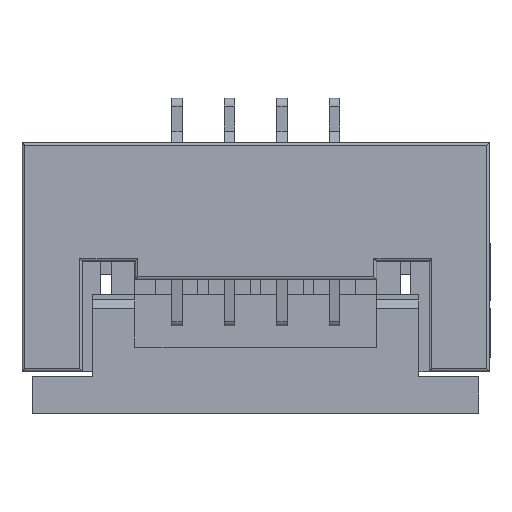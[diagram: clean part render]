
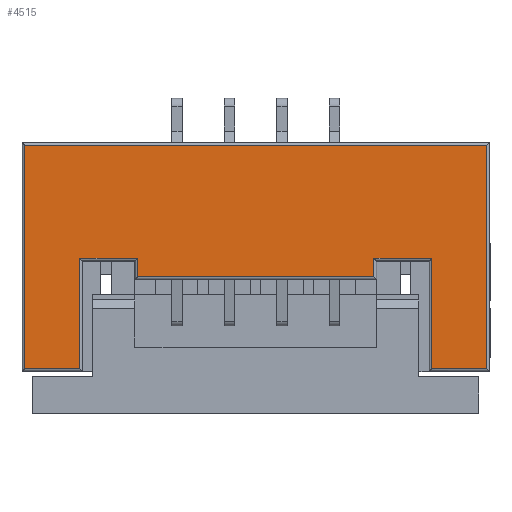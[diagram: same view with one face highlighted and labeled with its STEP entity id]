
A CAD part, top view. The second image highlights one B-rep face of the part: STEP entity #4515.
In plain terms, the highlighted planar face has unit normal (0, 0, 1).
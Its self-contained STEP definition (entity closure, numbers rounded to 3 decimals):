
#98 = ORIENTED_EDGE ( 'NONE', *, *, #7000, .T. ) ;
#136 = EDGE_CURVE ( 'NONE', #10333, #23270, #3064, .T. ) ;
#296 = CARTESIAN_POINT ( 'NONE',  ( 2., -1.05, 1. ) ) ;
#1046 = VECTOR ( 'NONE', #1325, 1000. ) ;
#1103 = VERTEX_POINT ( 'NONE', #16551 ) ;
#1265 = DIRECTION ( 'NONE',  ( 0., -1., 0. ) ) ;
#1325 = DIRECTION ( 'NONE',  ( 0., -1., 0. ) ) ;
#1511 = VERTEX_POINT ( 'NONE', #3723 ) ;
#1577 = ORIENTED_EDGE ( 'NONE', *, *, #18021, .T. ) ;
#2075 = EDGE_LOOP ( 'NONE', ( #8374, #20693, #16326, #14488, #19362, #16562, #1577, #16061, #2281, #98, #18329, #14388 ) ) ;
#2178 = VECTOR ( 'NONE', #13369, 1000. ) ;
#2281 = ORIENTED_EDGE ( 'NONE', *, *, #21252, .T. ) ;
#3064 = LINE ( 'NONE', #17736, #11962 ) ;
#3515 = DIRECTION ( 'NONE',  ( 1., 0., 0. ) ) ;
#3705 = VECTOR ( 'NONE', #5216, 1000. ) ;
#3723 = CARTESIAN_POINT ( 'NONE',  ( -2.25, -0.05, 1. ) ) ;
#3999 = DIRECTION ( 'NONE',  ( 0., 1., 0. ) ) ;
#4515 = ADVANCED_FACE ( 'NONE', ( #16988 ), #17111, .F. ) ;
#5216 = DIRECTION ( 'NONE',  ( -1., 0., 0. ) ) ;
#5585 = CARTESIAN_POINT ( 'NONE',  ( -4.4, -2.15, 1. ) ) ;
#5694 = LINE ( 'NONE', #5807, #10488 ) ;
#5807 = CARTESIAN_POINT ( 'NONE',  ( 4.4, 2.15, 1. ) ) ;
#5974 = CARTESIAN_POINT ( 'NONE',  ( -4.4, 2.1, 1. ) ) ;
#6559 = DIRECTION ( 'NONE',  ( 0., -1., 0. ) ) ;
#7000 = EDGE_CURVE ( 'NONE', #19737, #17303, #10746, .T. ) ;
#7440 = DIRECTION ( 'NONE',  ( 1., 0., 0. ) ) ;
#7517 = AXIS2_PLACEMENT_3D ( 'NONE', #296, #7627, #19714 ) ;
#7620 = CARTESIAN_POINT ( 'NONE',  ( 2., -0.05, 1. ) ) ;
#7627 = DIRECTION ( 'NONE',  ( 0., 0., -1. ) ) ;
#7993 = VECTOR ( 'NONE', #3515, 1000. ) ;
#8374 = ORIENTED_EDGE ( 'NONE', *, *, #22420, .T. ) ;
#8492 = LINE ( 'NONE', #11522, #15217 ) ;
#8530 = VERTEX_POINT ( 'NONE', #5585 ) ;
#8870 = EDGE_CURVE ( 'NONE', #17314, #1511, #19968, .T. ) ;
#8906 = VERTEX_POINT ( 'NONE', #15419 ) ;
#8927 = CARTESIAN_POINT ( 'NONE',  ( 2., -0.05, 1. ) ) ;
#9014 = CARTESIAN_POINT ( 'NONE',  ( 2., -0.4, 1. ) ) ;
#9371 = LINE ( 'NONE', #9014, #20582 ) ;
#9406 = CARTESIAN_POINT ( 'NONE',  ( 2., -2.15, 1. ) ) ;
#9413 = VECTOR ( 'NONE', #17312, 1000. ) ;
#10333 = VERTEX_POINT ( 'NONE', #17646 ) ;
#10488 = VECTOR ( 'NONE', #3999, 1000. ) ;
#10541 = LINE ( 'NONE', #15945, #14115 ) ;
#10596 = LINE ( 'NONE', #21153, #1046 ) ;
#10746 = LINE ( 'NONE', #19975, #3705 ) ;
#10787 = CARTESIAN_POINT ( 'NONE',  ( 3.35, -2.15, 1. ) ) ;
#10832 = LINE ( 'NONE', #16139, #18227 ) ;
#10954 = LINE ( 'NONE', #18868, #9413 ) ;
#11058 = VERTEX_POINT ( 'NONE', #21786 ) ;
#11140 = CARTESIAN_POINT ( 'NONE',  ( -3.35, -0.05, 1. ) ) ;
#11195 = LINE ( 'NONE', #9406, #2178 ) ;
#11522 = CARTESIAN_POINT ( 'NONE',  ( 3.35, -1.05, 1. ) ) ;
#11962 = VECTOR ( 'NONE', #15954, 1000. ) ;
#12703 = VERTEX_POINT ( 'NONE', #10787 ) ;
#12967 = EDGE_CURVE ( 'NONE', #17303, #8530, #10541, .T. ) ;
#13369 = DIRECTION ( 'NONE',  ( 1., 0., 0. ) ) ;
#14115 = VECTOR ( 'NONE', #6559, 1000. ) ;
#14388 = ORIENTED_EDGE ( 'NONE', *, *, #18582, .T. ) ;
#14434 = DIRECTION ( 'NONE',  ( 1., 0., 0. ) ) ;
#14488 = ORIENTED_EDGE ( 'NONE', *, *, #17986, .T. ) ;
#14528 = CARTESIAN_POINT ( 'NONE',  ( 2.25, -0.05, 1. ) ) ;
#15217 = VECTOR ( 'NONE', #1265, 1000. ) ;
#15419 = CARTESIAN_POINT ( 'NONE',  ( -3.35, -2.15, 1. ) ) ;
#15513 = CARTESIAN_POINT ( 'NONE',  ( 3.35, -0.05, 1. ) ) ;
#15945 = CARTESIAN_POINT ( 'NONE',  ( -4.4, -2.2, 1. ) ) ;
#15954 = DIRECTION ( 'NONE',  ( 0., 1., 0. ) ) ;
#16061 = ORIENTED_EDGE ( 'NONE', *, *, #22286, .T. ) ;
#16139 = CARTESIAN_POINT ( 'NONE',  ( 2., -2.15, 1. ) ) ;
#16326 = ORIENTED_EDGE ( 'NONE', *, *, #18745, .T. ) ;
#16551 = CARTESIAN_POINT ( 'NONE',  ( -2.25, -0.4, 1. ) ) ;
#16562 = ORIENTED_EDGE ( 'NONE', *, *, #19311, .T. ) ;
#16988 = FACE_OUTER_BOUND ( 'NONE', #2075, .T. ) ;
#17111 = PLANE ( 'NONE',  #7517 ) ;
#17303 = VERTEX_POINT ( 'NONE', #5974 ) ;
#17312 = DIRECTION ( 'NONE',  ( 0., 1., 0. ) ) ;
#17314 = VERTEX_POINT ( 'NONE', #11140 ) ;
#17646 = CARTESIAN_POINT ( 'NONE',  ( 2.25, -0.4, 1. ) ) ;
#17691 = LINE ( 'NONE', #8927, #22156 ) ;
#17736 = CARTESIAN_POINT ( 'NONE',  ( 2.25, -1.05, 1. ) ) ;
#17986 = EDGE_CURVE ( 'NONE', #1103, #10333, #9371, .T. ) ;
#18021 = EDGE_CURVE ( 'NONE', #20309, #12703, #8492, .T. ) ;
#18227 = VECTOR ( 'NONE', #14434, 1000. ) ;
#18329 = ORIENTED_EDGE ( 'NONE', *, *, #12967, .T. ) ;
#18582 = EDGE_CURVE ( 'NONE', #8530, #8906, #11195, .T. ) ;
#18745 = EDGE_CURVE ( 'NONE', #1511, #1103, #10596, .T. ) ;
#18868 = CARTESIAN_POINT ( 'NONE',  ( -3.35, -1.05, 1. ) ) ;
#19311 = EDGE_CURVE ( 'NONE', #23270, #20309, #17691, .T. ) ;
#19362 = ORIENTED_EDGE ( 'NONE', *, *, #136, .T. ) ;
#19714 = DIRECTION ( 'NONE',  ( 0., 1., 0. ) ) ;
#19731 = DIRECTION ( 'NONE',  ( 1., 0., 0. ) ) ;
#19737 = VERTEX_POINT ( 'NONE', #22937 ) ;
#19968 = LINE ( 'NONE', #7620, #7993 ) ;
#19975 = CARTESIAN_POINT ( 'NONE',  ( -4.45, 2.1, 1. ) ) ;
#20309 = VERTEX_POINT ( 'NONE', #15513 ) ;
#20582 = VECTOR ( 'NONE', #7440, 1000. ) ;
#20693 = ORIENTED_EDGE ( 'NONE', *, *, #8870, .T. ) ;
#21153 = CARTESIAN_POINT ( 'NONE',  ( -2.25, -1.05, 1. ) ) ;
#21252 = EDGE_CURVE ( 'NONE', #11058, #19737, #5694, .T. ) ;
#21786 = CARTESIAN_POINT ( 'NONE',  ( 4.4, -2.15, 1. ) ) ;
#22156 = VECTOR ( 'NONE', #19731, 1000. ) ;
#22286 = EDGE_CURVE ( 'NONE', #12703, #11058, #10832, .T. ) ;
#22420 = EDGE_CURVE ( 'NONE', #8906, #17314, #10954, .T. ) ;
#22937 = CARTESIAN_POINT ( 'NONE',  ( 4.4, 2.1, 1. ) ) ;
#23270 = VERTEX_POINT ( 'NONE', #14528 ) ;
